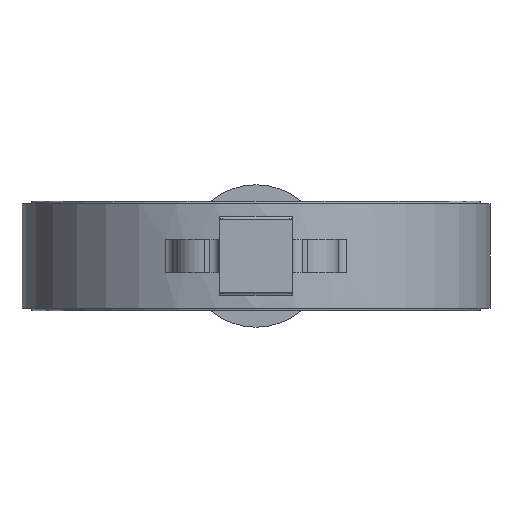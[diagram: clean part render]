
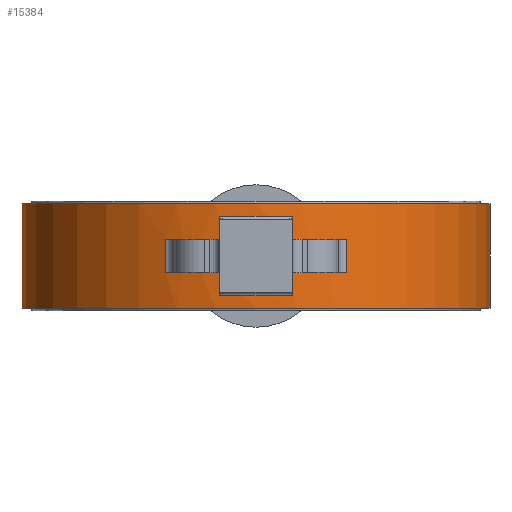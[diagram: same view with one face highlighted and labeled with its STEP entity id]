
A CAD part, front view. The second image highlights one B-rep face of the part: STEP entity #15384.
In plain terms, the highlighted cylindrical face has radius 345 mm (diameter 690 mm), a partial arc.
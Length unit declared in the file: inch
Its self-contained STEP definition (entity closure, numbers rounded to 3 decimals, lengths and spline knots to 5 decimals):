
#27 = VERTEX_POINT ( 'NONE', #1966 ) ;
#79 = CARTESIAN_POINT ( 'NONE',  ( 11.17543, 16.75071, 16.36868 ) ) ;
#141 = CARTESIAN_POINT ( 'NONE',  ( 16.42244, 4.22242, 16.36868 ) ) ;
#196 = VERTEX_POINT ( 'NONE', #15998 ) ;
#317 = CIRCLE ( 'NONE', #8695, 13.58268 ) ;
#435 = VERTEX_POINT ( 'NONE', #1762 ) ;
#519 = EDGE_CURVE ( 'NONE', #3687, #435, #12833, .T. ) ;
#719 = VERTEX_POINT ( 'NONE', #11696 ) ;
#843 = EDGE_CURVE ( 'NONE', #9585, #14832, #15002, .T. ) ;
#1005 = DIRECTION ( 'NONE',  ( 0., 0., 1. ) ) ;
#1011 = VERTEX_POINT ( 'NONE', #13078 ) ;
#1277 = EDGE_CURVE ( 'NONE', #1011, #8204, #317, .T. ) ;
#1383 = CARTESIAN_POINT ( 'NONE',  ( 11.17543, 16.75071, 16.36868 ) ) ;
#1392 = CARTESIAN_POINT ( 'NONE',  ( 13.28173, 3.33234, 20.90384 ) ) ;
#1509 = CARTESIAN_POINT ( 'NONE',  ( 13.28173, 3.33234, 20.90384 ) ) ;
#1527 = CARTESIAN_POINT ( 'NONE',  ( 11.17543, 16.75071, 20.90384 ) ) ;
#1530 = CIRCLE ( 'NONE', #16486, 13.58268 ) ;
#1649 = CARTESIAN_POINT ( 'NONE',  ( 9.06913, 3.33234, 18.33719 ) ) ;
#1762 = CARTESIAN_POINT ( 'NONE',  ( 9.06913, 3.33234, 19.65608 ) ) ;
#1878 = CARTESIAN_POINT ( 'NONE',  ( 11.17543, 16.75071, 18.33719 ) ) ;
#1879 = CARTESIAN_POINT ( 'NONE',  ( 24.75811, 16.75071, 20.38443 ) ) ;
#1966 = CARTESIAN_POINT ( 'NONE',  ( 13.28173, 3.33234, 19.65608 ) ) ;
#1986 = ORIENTED_EDGE ( 'NONE', *, *, #519, .T. ) ;
#2049 = CARTESIAN_POINT ( 'NONE',  ( 11.17543, 16.75071, 19.65608 ) ) ;
#2124 = ORIENTED_EDGE ( 'NONE', *, *, #1277, .F. ) ;
#2165 = CARTESIAN_POINT ( 'NONE',  ( 11.17543, 16.75071, 20.38443 ) ) ;
#2544 = VECTOR ( 'NONE', #4306, 39.37008 ) ;
#2576 = DIRECTION ( 'NONE',  ( 1., 0., 0. ) ) ;
#2630 = VERTEX_POINT ( 'NONE', #9159 ) ;
#2783 = CARTESIAN_POINT ( 'NONE',  ( 13.28173, 3.33234, 15.04979 ) ) ;
#2954 = EDGE_CURVE ( 'NONE', #2630, #9585, #17807, .T. ) ;
#3007 = CIRCLE ( 'NONE', #16219, 13.58268 ) ;
#3081 = EDGE_CURVE ( 'NONE', #719, #1011, #15375, .T. ) ;
#3197 = CIRCLE ( 'NONE', #11268, 13.58268 ) ;
#3245 = DIRECTION ( 'NONE',  ( 0., 0., 1. ) ) ;
#3687 = VERTEX_POINT ( 'NONE', #1649 ) ;
#4159 = FACE_OUTER_BOUND ( 'NONE', #7097, .T. ) ;
#4306 = DIRECTION ( 'NONE',  ( 0., 0., -1. ) ) ;
#4313 = DIRECTION ( 'NONE',  ( 0., 0., 1. ) ) ;
#4402 = VERTEX_POINT ( 'NONE', #10923 ) ;
#4523 = AXIS2_PLACEMENT_3D ( 'NONE', #9464, #17522, #2576 ) ;
#4597 = ORIENTED_EDGE ( 'NONE', *, *, #843, .T. ) ;
#4824 = EDGE_CURVE ( 'NONE', #9965, #14243, #14560, .T. ) ;
#4886 = LINE ( 'NONE', #7682, #10222 ) ;
#5143 = ORIENTED_EDGE ( 'NONE', *, *, #5711, .T. ) ;
#5315 = DIRECTION ( 'NONE',  ( 0., 0., 1. ) ) ;
#5389 = EDGE_CURVE ( 'NONE', #5416, #9965, #16605, .T. ) ;
#5416 = VERTEX_POINT ( 'NONE', #8837 ) ;
#5474 = VECTOR ( 'NONE', #13979, 39.37008 ) ;
#5686 = VERTEX_POINT ( 'NONE', #14056 ) ;
#5711 = EDGE_CURVE ( 'NONE', #196, #8510, #11678, .T. ) ;
#5830 = ORIENTED_EDGE ( 'NONE', *, *, #7797, .F. ) ;
#5852 = EDGE_CURVE ( 'NONE', #14832, #5686, #4886, .T. ) ;
#6206 = EDGE_CURVE ( 'NONE', #5686, #196, #11941, .T. ) ;
#6238 = AXIS2_PLACEMENT_3D ( 'NONE', #1878, #4313, #16651 ) ;
#6246 = ORIENTED_EDGE ( 'NONE', *, *, #6206, .T. ) ;
#6555 = DIRECTION ( 'NONE',  ( 0., 0., 1. ) ) ;
#6693 = ORIENTED_EDGE ( 'NONE', *, *, #8815, .T. ) ;
#6953 = CARTESIAN_POINT ( 'NONE',  ( 9.06913, 3.33234, 15.04979 ) ) ;
#6967 = DIRECTION ( 'NONE',  ( 0., 0., 1. ) ) ;
#7097 = EDGE_LOOP ( 'NONE', ( #7186, #17526, #17478, #2124 ) ) ;
#7186 = ORIENTED_EDGE ( 'NONE', *, *, #3081, .F. ) ;
#7273 = CARTESIAN_POINT ( 'NONE',  ( -2.40724, 16.75071, 20.90384 ) ) ;
#7299 = VECTOR ( 'NONE', #16876, 39.37008 ) ;
#7384 = DIRECTION ( 'NONE',  ( 1., 0., 0. ) ) ;
#7682 = CARTESIAN_POINT ( 'NONE',  ( 9.06913, 3.33234, 20.90384 ) ) ;
#7797 = EDGE_CURVE ( 'NONE', #2630, #14243, #1530, .T. ) ;
#7925 = CARTESIAN_POINT ( 'NONE',  ( 24.75811, 16.75071, 20.90384 ) ) ;
#7961 = ORIENTED_EDGE ( 'NONE', *, *, #9471, .F. ) ;
#8204 = VERTEX_POINT ( 'NONE', #1879 ) ;
#8269 = LINE ( 'NONE', #1392, #5474 ) ;
#8510 = VERTEX_POINT ( 'NONE', #17148 ) ;
#8666 = ORIENTED_EDGE ( 'NONE', *, *, #5389, .T. ) ;
#8695 = AXIS2_PLACEMENT_3D ( 'NONE', #2165, #3245, #7384 ) ;
#8815 = EDGE_CURVE ( 'NONE', #435, #27, #3007, .T. ) ;
#8837 = CARTESIAN_POINT ( 'NONE',  ( 13.28173, 3.33234, 18.33719 ) ) ;
#9159 = CARTESIAN_POINT ( 'NONE',  ( 13.28173, 3.33234, 16.36868 ) ) ;
#9169 = VECTOR ( 'NONE', #15658, 39.37008 ) ;
#9375 = AXIS2_PLACEMENT_3D ( 'NONE', #79, #12016, #10330 ) ;
#9464 = CARTESIAN_POINT ( 'NONE',  ( 11.17543, 16.75071, 14.32144 ) ) ;
#9471 = EDGE_CURVE ( 'NONE', #3687, #8510, #3197, .T. ) ;
#9489 = EDGE_LOOP ( 'NONE', ( #9531, #5830, #12419, #4597, #17306, #6246, #5143, #7961, #1986, #6693, #15845, #8666 ) ) ;
#9531 = ORIENTED_EDGE ( 'NONE', *, *, #4824, .T. ) ;
#9585 = VERTEX_POINT ( 'NONE', #2783 ) ;
#9965 = VERTEX_POINT ( 'NONE', #9999 ) ;
#9999 = CARTESIAN_POINT ( 'NONE',  ( 16.42244, 4.22242, 18.33719 ) ) ;
#10165 = AXIS2_PLACEMENT_3D ( 'NONE', #16293, #16385, #12594 ) ;
#10222 = VECTOR ( 'NONE', #1005, 39.37008 ) ;
#10330 = DIRECTION ( 'NONE',  ( 1., 0., 0. ) ) ;
#10923 = CARTESIAN_POINT ( 'NONE',  ( 24.75811, 16.75071, 14.32144 ) ) ;
#11110 = DIRECTION ( 'NONE',  ( 1., 0., 0. ) ) ;
#11268 = AXIS2_PLACEMENT_3D ( 'NONE', #15351, #13389, #15012 ) ;
#11438 = EDGE_CURVE ( 'NONE', #27, #5416, #8269, .T. ) ;
#11678 = LINE ( 'NONE', #17132, #7299 ) ;
#11696 = CARTESIAN_POINT ( 'NONE',  ( -2.40724, 16.75071, 14.32144 ) ) ;
#11941 = CIRCLE ( 'NONE', #9375, 13.58268 ) ;
#11968 = VECTOR ( 'NONE', #6555, 39.37008 ) ;
#12016 = DIRECTION ( 'NONE',  ( 0., 0., -1. ) ) ;
#12419 = ORIENTED_EDGE ( 'NONE', *, *, #2954, .T. ) ;
#12594 = DIRECTION ( 'NONE',  ( 1., 0., 0. ) ) ;
#12833 = LINE ( 'NONE', #15537, #17356 ) ;
#12959 = LINE ( 'NONE', #7925, #11968 ) ;
#13078 = CARTESIAN_POINT ( 'NONE',  ( -2.40724, 16.75071, 20.38443 ) ) ;
#13389 = DIRECTION ( 'NONE',  ( 0., 0., -1. ) ) ;
#13401 = CIRCLE ( 'NONE', #4523, 13.58268 ) ;
#13616 = DIRECTION ( 'NONE',  ( -1., 0., 0. ) ) ;
#13673 = FACE_BOUND ( 'NONE', #9489, .T. ) ;
#13979 = DIRECTION ( 'NONE',  ( 0., 0., -1. ) ) ;
#14056 = CARTESIAN_POINT ( 'NONE',  ( 9.06913, 3.33234, 16.36868 ) ) ;
#14170 = DIRECTION ( 'NONE',  ( 0., 0., 1. ) ) ;
#14188 = DIRECTION ( 'NONE',  ( 0., 0., 1. ) ) ;
#14243 = VERTEX_POINT ( 'NONE', #141 ) ;
#14560 = LINE ( 'NONE', #17374, #9169 ) ;
#14832 = VERTEX_POINT ( 'NONE', #6953 ) ;
#14846 = CYLINDRICAL_SURFACE ( 'NONE', #16551, 13.58268 ) ;
#15002 = CIRCLE ( 'NONE', #10165, 13.58268 ) ;
#15012 = DIRECTION ( 'NONE',  ( 1., 0., 0. ) ) ;
#15351 = CARTESIAN_POINT ( 'NONE',  ( 11.17543, 16.75071, 18.33719 ) ) ;
#15375 = LINE ( 'NONE', #7273, #17633 ) ;
#15384 = ADVANCED_FACE ( 'NONE', ( #4159, #13673 ), #14846, .T. ) ;
#15461 = DIRECTION ( 'NONE',  ( -1., 0., 0. ) ) ;
#15537 = CARTESIAN_POINT ( 'NONE',  ( 9.06913, 3.33234, 20.90384 ) ) ;
#15604 = EDGE_CURVE ( 'NONE', #4402, #8204, #12959, .T. ) ;
#15658 = DIRECTION ( 'NONE',  ( 0., 0., -1. ) ) ;
#15845 = ORIENTED_EDGE ( 'NONE', *, *, #11438, .T. ) ;
#15998 = CARTESIAN_POINT ( 'NONE',  ( 5.92843, 4.22242, 16.36868 ) ) ;
#16219 = AXIS2_PLACEMENT_3D ( 'NONE', #2049, #14188, #15461 ) ;
#16293 = CARTESIAN_POINT ( 'NONE',  ( 11.17543, 16.75071, 15.04979 ) ) ;
#16385 = DIRECTION ( 'NONE',  ( 0., 0., -1. ) ) ;
#16486 = AXIS2_PLACEMENT_3D ( 'NONE', #1383, #6967, #13616 ) ;
#16551 = AXIS2_PLACEMENT_3D ( 'NONE', #1527, #5315, #11110 ) ;
#16605 = CIRCLE ( 'NONE', #6238, 13.58268 ) ;
#16612 = EDGE_CURVE ( 'NONE', #719, #4402, #13401, .T. ) ;
#16651 = DIRECTION ( 'NONE',  ( -1., 0., 0. ) ) ;
#16876 = DIRECTION ( 'NONE',  ( 0., 0., 1. ) ) ;
#16915 = DIRECTION ( 'NONE',  ( 0., 0., 1. ) ) ;
#17132 = CARTESIAN_POINT ( 'NONE',  ( 5.92843, 4.22242, 20.90384 ) ) ;
#17148 = CARTESIAN_POINT ( 'NONE',  ( 5.92843, 4.22242, 18.33719 ) ) ;
#17306 = ORIENTED_EDGE ( 'NONE', *, *, #5852, .T. ) ;
#17356 = VECTOR ( 'NONE', #14170, 39.37008 ) ;
#17374 = CARTESIAN_POINT ( 'NONE',  ( 16.42244, 4.22242, 20.90384 ) ) ;
#17478 = ORIENTED_EDGE ( 'NONE', *, *, #15604, .T. ) ;
#17522 = DIRECTION ( 'NONE',  ( 0., 0., 1. ) ) ;
#17526 = ORIENTED_EDGE ( 'NONE', *, *, #16612, .T. ) ;
#17633 = VECTOR ( 'NONE', #16915, 39.37008 ) ;
#17807 = LINE ( 'NONE', #1509, #2544 ) ;
